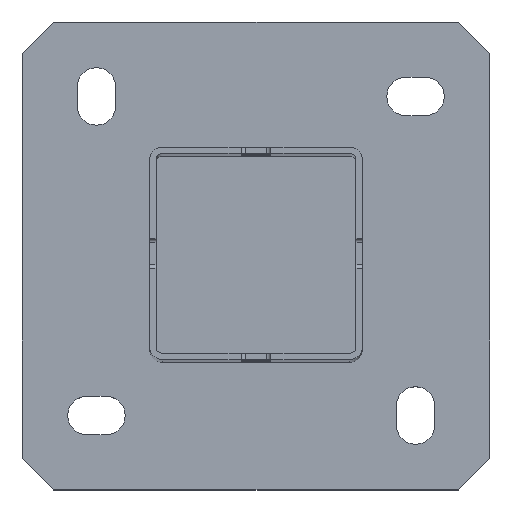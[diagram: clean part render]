
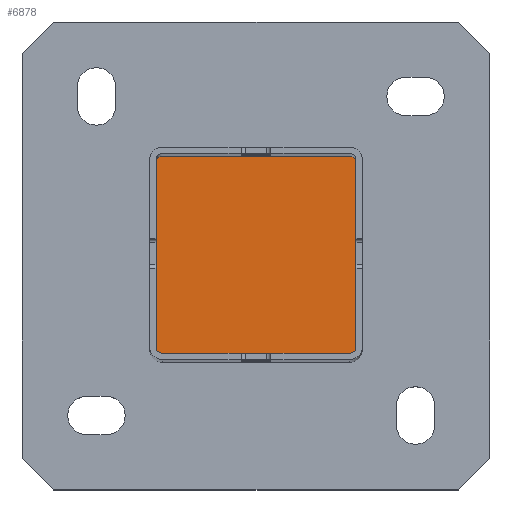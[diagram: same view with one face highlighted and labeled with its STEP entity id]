
A CAD part, top view. The second image highlights one B-rep face of the part: STEP entity #6878.
In plain terms, the highlighted planar face has unit normal (0, 0, 1).
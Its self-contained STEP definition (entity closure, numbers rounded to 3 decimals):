
#28 = VERTEX_POINT ( 'NONE', #4070 ) ;
#256 = LINE ( 'NONE', #7856, #6887 ) ;
#420 = EDGE_CURVE ( 'NONE', #28, #1711, #9223, .T. ) ;
#695 = CIRCLE ( 'NONE', #1240, 3. ) ;
#808 = CARTESIAN_POINT ( 'NONE',  ( -95., 110., 15. ) ) ;
#1240 = AXIS2_PLACEMENT_3D ( 'NONE', #9397, #1652, #5099 ) ;
#1315 = VECTOR ( 'NONE', #3252, 1000. ) ;
#1337 = EDGE_CURVE ( 'NONE', #1711, #10391, #256, .T. ) ;
#1652 = DIRECTION ( 'NONE',  ( 0., 0., 1. ) ) ;
#1665 = LINE ( 'NONE', #9352, #1833 ) ;
#1711 = VERTEX_POINT ( 'NONE', #6724 ) ;
#1833 = VECTOR ( 'NONE', #8514, 1000. ) ;
#1971 = ORIENTED_EDGE ( 'NONE', *, *, #6124, .T. ) ;
#1980 = DIRECTION ( 'NONE',  ( -1., 0., 0. ) ) ;
#2262 = ORIENTED_EDGE ( 'NONE', *, *, #11105, .T. ) ;
#2335 = AXIS2_PLACEMENT_3D ( 'NONE', #6283, #9737, #1980 ) ;
#2355 = LINE ( 'NONE', #9088, #1315 ) ;
#2380 = ORIENTED_EDGE ( 'NONE', *, *, #420, .T. ) ;
#2574 = CARTESIAN_POINT ( 'NONE',  ( 44., 44., 15. ) ) ;
#2641 = VERTEX_POINT ( 'NONE', #6436 ) ;
#2888 = EDGE_CURVE ( 'NONE', #6630, #28, #3077, .T. ) ;
#3077 = LINE ( 'NONE', #9992, #4190 ) ;
#3252 = DIRECTION ( 'NONE',  ( -1., 0., 0. ) ) ;
#3405 = VERTEX_POINT ( 'NONE', #7047 ) ;
#3537 = CARTESIAN_POINT ( 'NONE',  ( 47., 44., 15. ) ) ;
#3571 = CARTESIAN_POINT ( 'NONE',  ( -47., 44., 15. ) ) ;
#3754 = AXIS2_PLACEMENT_3D ( 'NONE', #808, #4264, #7719 ) ;
#3775 = DIRECTION ( 'NONE',  ( 1., 0., 0. ) ) ;
#4070 = CARTESIAN_POINT ( 'NONE',  ( -47., -44., 15. ) ) ;
#4092 = DIRECTION ( 'NONE',  ( 0., -1., 0. ) ) ;
#4158 = FACE_OUTER_BOUND ( 'NONE', #6212, .T. ) ;
#4159 = DIRECTION ( 'NONE',  ( -1., 0., 0. ) ) ;
#4190 = VECTOR ( 'NONE', #4092, 1000. ) ;
#4264 = DIRECTION ( 'NONE',  ( 0., 0., 1. ) ) ;
#4323 = DIRECTION ( 'NONE',  ( -1., 0., 0. ) ) ;
#4463 = VERTEX_POINT ( 'NONE', #3537 ) ;
#4560 = CIRCLE ( 'NONE', #6203, 3. ) ;
#4856 = ORIENTED_EDGE ( 'NONE', *, *, #2888, .T. ) ;
#5099 = DIRECTION ( 'NONE',  ( -1., 0., 0. ) ) ;
#5796 = AXIS2_PLACEMENT_3D ( 'NONE', #10434, #6077, #4323 ) ;
#6077 = DIRECTION ( 'NONE',  ( 0., 0., 1. ) ) ;
#6118 = CARTESIAN_POINT ( 'NONE',  ( -44., 47., 15. ) ) ;
#6124 = EDGE_CURVE ( 'NONE', #3405, #4463, #1665, .T. ) ;
#6203 = AXIS2_PLACEMENT_3D ( 'NONE', #2574, #7667, #4159 ) ;
#6212 = EDGE_LOOP ( 'NONE', ( #6389, #8159, #4856, #2380, #8719, #2262, #1971, #6762 ) ) ;
#6283 = CARTESIAN_POINT ( 'NONE',  ( 44., -44., 15. ) ) ;
#6389 = ORIENTED_EDGE ( 'NONE', *, *, #7944, .T. ) ;
#6436 = CARTESIAN_POINT ( 'NONE',  ( 44., 47., 15. ) ) ;
#6630 = VERTEX_POINT ( 'NONE', #3571 ) ;
#6724 = CARTESIAN_POINT ( 'NONE',  ( -44., -47., 15. ) ) ;
#6762 = ORIENTED_EDGE ( 'NONE', *, *, #8088, .T. ) ;
#6878 = ADVANCED_FACE ( 'NONE', ( #4158 ), #11115, .T. ) ;
#6887 = VECTOR ( 'NONE', #3775, 1000. ) ;
#7047 = CARTESIAN_POINT ( 'NONE',  ( 47., -44., 15. ) ) ;
#7568 = CIRCLE ( 'NONE', #2335, 3. ) ;
#7667 = DIRECTION ( 'NONE',  ( 0., 0., 1. ) ) ;
#7719 = DIRECTION ( 'NONE',  ( -0.707, -0.707, 0. ) ) ;
#7856 = CARTESIAN_POINT ( 'NONE',  ( -44., -47., 15. ) ) ;
#7944 = EDGE_CURVE ( 'NONE', #2641, #10299, #2355, .T. ) ;
#8088 = EDGE_CURVE ( 'NONE', #4463, #2641, #4560, .T. ) ;
#8145 = CARTESIAN_POINT ( 'NONE',  ( 44., -47., 15. ) ) ;
#8159 = ORIENTED_EDGE ( 'NONE', *, *, #10904, .T. ) ;
#8514 = DIRECTION ( 'NONE',  ( 0., 1., 0. ) ) ;
#8719 = ORIENTED_EDGE ( 'NONE', *, *, #1337, .T. ) ;
#9088 = CARTESIAN_POINT ( 'NONE',  ( 44., 47., 15. ) ) ;
#9223 = CIRCLE ( 'NONE', #5796, 3. ) ;
#9352 = CARTESIAN_POINT ( 'NONE',  ( 47., -44., 15. ) ) ;
#9397 = CARTESIAN_POINT ( 'NONE',  ( -44., 44., 15. ) ) ;
#9737 = DIRECTION ( 'NONE',  ( 0., 0., 1. ) ) ;
#9992 = CARTESIAN_POINT ( 'NONE',  ( -47., 44., 15. ) ) ;
#10299 = VERTEX_POINT ( 'NONE', #6118 ) ;
#10391 = VERTEX_POINT ( 'NONE', #8145 ) ;
#10434 = CARTESIAN_POINT ( 'NONE',  ( -44., -44., 15. ) ) ;
#10904 = EDGE_CURVE ( 'NONE', #10299, #6630, #695, .T. ) ;
#11105 = EDGE_CURVE ( 'NONE', #10391, #3405, #7568, .T. ) ;
#11115 = PLANE ( 'NONE',  #3754 ) ;
